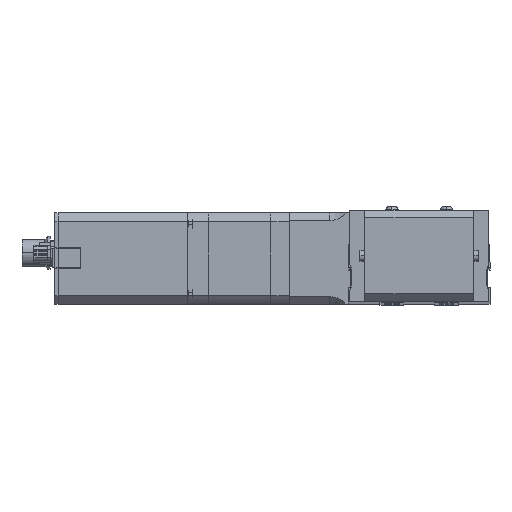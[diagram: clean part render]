
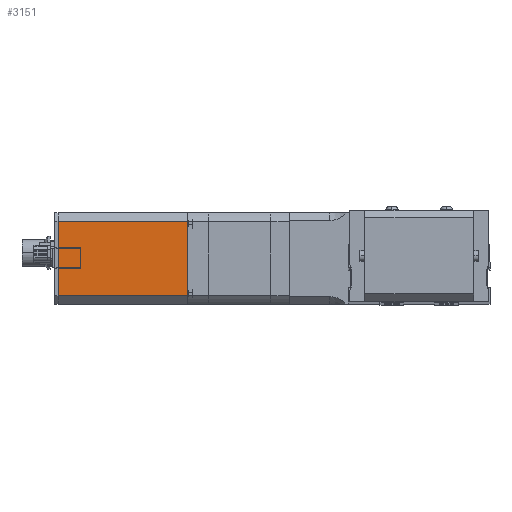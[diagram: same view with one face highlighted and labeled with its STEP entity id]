
A CAD part, top view. The second image highlights one B-rep face of the part: STEP entity #3151.
In plain terms, the highlighted face is planar.
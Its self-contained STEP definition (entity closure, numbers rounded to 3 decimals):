
#306 = ORIENTED_EDGE ( 'NONE', *, *, #18804, .T. ) ;
#3151 = ADVANCED_FACE ( 'NONE', ( #27327 ), #13793, .F. ) ;
#5137 = CARTESIAN_POINT ( 'NONE',  ( -31., 17., -106.25 ) ) ;
#6426 = CARTESIAN_POINT ( 'NONE',  ( -31., -17., -106.25 ) ) ;
#6517 = VERTEX_POINT ( 'NONE', #30028 ) ;
#8317 = DIRECTION ( 'NONE',  ( 0., 1., 0. ) ) ;
#9887 = AXIS2_PLACEMENT_3D ( 'NONE', #19244, #29950, #16583 ) ;
#12481 = VECTOR ( 'NONE', #31759, 1000. ) ;
#13793 = PLANE ( 'NONE',  #9887 ) ;
#13813 = CARTESIAN_POINT ( 'NONE',  ( -31., -17., -106.25 ) ) ;
#14270 = ORIENTED_EDGE ( 'NONE', *, *, #19611, .T. ) ;
#16583 = DIRECTION ( 'NONE',  ( 0., 1., 0. ) ) ;
#16818 = LINE ( 'NONE', #6426, #32384 ) ;
#17179 = VECTOR ( 'NONE', #8317, 1000. ) ;
#17685 = EDGE_CURVE ( 'NONE', #17825, #25965, #28337, .T. ) ;
#17825 = VERTEX_POINT ( 'NONE', #29712 ) ;
#17861 = ORIENTED_EDGE ( 'NONE', *, *, #17685, .F. ) ;
#18804 = EDGE_CURVE ( 'NONE', #6517, #25965, #29630, .T. ) ;
#18824 = VERTEX_POINT ( 'NONE', #13813 ) ;
#19244 = CARTESIAN_POINT ( 'NONE',  ( -31., 17., -106.25 ) ) ;
#19611 = EDGE_CURVE ( 'NONE', #18824, #6517, #16818, .T. ) ;
#21614 = VECTOR ( 'NONE', #28506, 1000. ) ;
#22250 = CARTESIAN_POINT ( 'NONE',  ( -31., 17., -47. ) ) ;
#25965 = VERTEX_POINT ( 'NONE', #28955 ) ;
#27033 = DIRECTION ( 'NONE',  ( 0., 0., 1. ) ) ;
#27327 = FACE_OUTER_BOUND ( 'NONE', #29738, .T. ) ;
#28337 = LINE ( 'NONE', #33783, #21614 ) ;
#28506 = DIRECTION ( 'NONE',  ( 0., 0., 1. ) ) ;
#28955 = CARTESIAN_POINT ( 'NONE',  ( -31., 17., -47. ) ) ;
#29260 = LINE ( 'NONE', #5137, #12481 ) ;
#29630 = LINE ( 'NONE', #22250, #17179 ) ;
#29712 = CARTESIAN_POINT ( 'NONE',  ( -31., 17., -106.25 ) ) ;
#29738 = EDGE_LOOP ( 'NONE', ( #306, #17861, #34150, #14270 ) ) ;
#29950 = DIRECTION ( 'NONE',  ( 1., 0., 0. ) ) ;
#30028 = CARTESIAN_POINT ( 'NONE',  ( -31., -17., -47. ) ) ;
#31759 = DIRECTION ( 'NONE',  ( 0., 1., 0. ) ) ;
#32384 = VECTOR ( 'NONE', #27033, 1000. ) ;
#33178 = EDGE_CURVE ( 'NONE', #18824, #17825, #29260, .T. ) ;
#33783 = CARTESIAN_POINT ( 'NONE',  ( -31., 17., -106.25 ) ) ;
#34150 = ORIENTED_EDGE ( 'NONE', *, *, #33178, .F. ) ;
